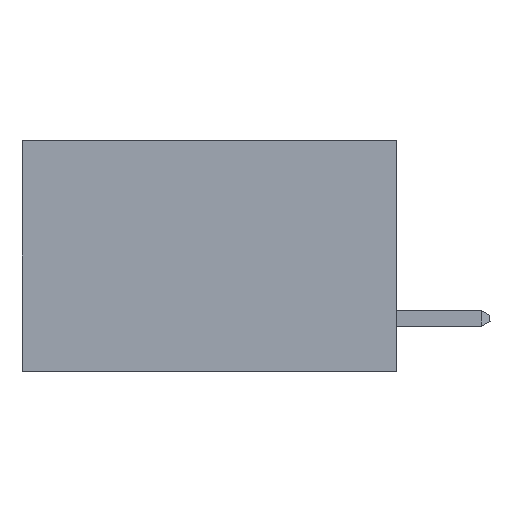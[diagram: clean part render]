
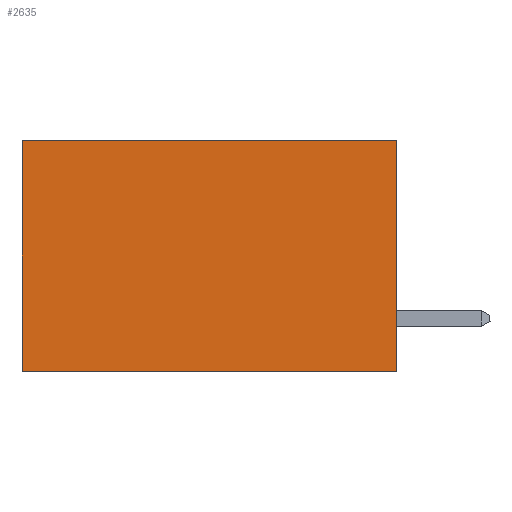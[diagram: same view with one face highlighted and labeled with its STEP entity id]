
A CAD part, left-side view. The second image highlights one B-rep face of the part: STEP entity #2635.
In plain terms, the highlighted planar face has unit normal (-1, 0, 0).
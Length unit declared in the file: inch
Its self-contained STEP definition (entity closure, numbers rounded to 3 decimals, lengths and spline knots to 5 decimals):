
#486 = CARTESIAN_POINT ( 'NONE',  ( 0.298, 0., -0.37 ) ) ;
#788 = VERTEX_POINT ( 'NONE', #19789 ) ;
#1484 = DIRECTION ( 'NONE',  ( 0., 1., 0. ) ) ;
#2097 = DIRECTION ( 'NONE',  ( 0., 0., -1. ) ) ;
#2149 = VECTOR ( 'NONE', #21487, 39.37008 ) ;
#2478 = CARTESIAN_POINT ( 'NONE',  ( 0.298, 0., -0.37 ) ) ;
#2635 = ADVANCED_FACE ( 'NONE', ( #4517 ), #18905, .F. ) ;
#2834 = VECTOR ( 'NONE', #18674, 39.37008 ) ;
#3682 = VERTEX_POINT ( 'NONE', #8561 ) ;
#4404 = VECTOR ( 'NONE', #1484, 39.37008 ) ;
#4517 = FACE_OUTER_BOUND ( 'NONE', #18940, .T. ) ;
#5356 = LINE ( 'NONE', #19986, #4404 ) ;
#6228 = DIRECTION ( 'NONE',  ( 1., 0., 0. ) ) ;
#7377 = CARTESIAN_POINT ( 'NONE',  ( 0.298, 0., 0. ) ) ;
#7456 = ORIENTED_EDGE ( 'NONE', *, *, #17150, .T. ) ;
#8470 = CARTESIAN_POINT ( 'NONE',  ( 0.298, 0., 0. ) ) ;
#8561 = CARTESIAN_POINT ( 'NONE',  ( 0.298, 0.6, -0.37 ) ) ;
#8631 = AXIS2_PLACEMENT_3D ( 'NONE', #12605, #6228, #20678 ) ;
#8928 = EDGE_CURVE ( 'NONE', #10493, #10777, #13730, .T. ) ;
#9751 = EDGE_CURVE ( 'NONE', #10493, #788, #5356, .T. ) ;
#10493 = VERTEX_POINT ( 'NONE', #8470 ) ;
#10696 = ORIENTED_EDGE ( 'NONE', *, *, #8928, .F. ) ;
#10777 = VERTEX_POINT ( 'NONE', #486 ) ;
#11126 = VECTOR ( 'NONE', #2097, 39.37008 ) ;
#12605 = CARTESIAN_POINT ( 'NONE',  ( 0.298, 0., 0. ) ) ;
#12835 = ORIENTED_EDGE ( 'NONE', *, *, #15759, .F. ) ;
#13730 = LINE ( 'NONE', #7377, #2149 ) ;
#13753 = LINE ( 'NONE', #2478, #2834 ) ;
#15759 = EDGE_CURVE ( 'NONE', #10777, #3682, #13753, .T. ) ;
#17150 = EDGE_CURVE ( 'NONE', #788, #3682, #18204, .T. ) ;
#18204 = LINE ( 'NONE', #20517, #11126 ) ;
#18674 = DIRECTION ( 'NONE',  ( 0., 1., 0. ) ) ;
#18905 = PLANE ( 'NONE',  #8631 ) ;
#18940 = EDGE_LOOP ( 'NONE', ( #7456, #12835, #10696, #25088 ) ) ;
#19789 = CARTESIAN_POINT ( 'NONE',  ( 0.298, 0.6, 0. ) ) ;
#19986 = CARTESIAN_POINT ( 'NONE',  ( 0.298, 0., 0. ) ) ;
#20517 = CARTESIAN_POINT ( 'NONE',  ( 0.298, 0.6, 0. ) ) ;
#20678 = DIRECTION ( 'NONE',  ( 0., 0., -1. ) ) ;
#21487 = DIRECTION ( 'NONE',  ( 0., 0., -1. ) ) ;
#25088 = ORIENTED_EDGE ( 'NONE', *, *, #9751, .T. ) ;
